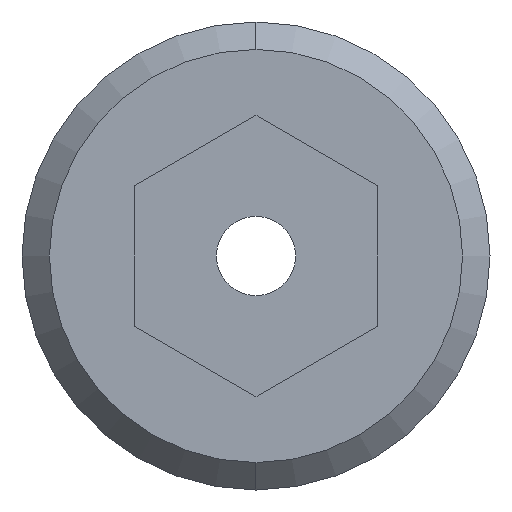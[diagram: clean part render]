
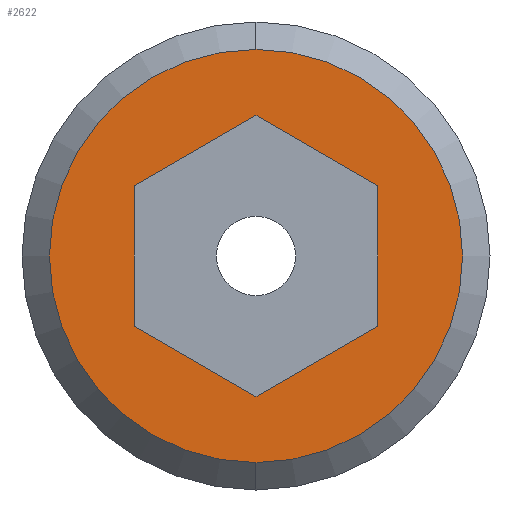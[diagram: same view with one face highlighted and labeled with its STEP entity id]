
A CAD part, left-side view. The second image highlights one B-rep face of the part: STEP entity #2622.
In plain terms, the highlighted planar face has unit normal (-1, 0, 0).
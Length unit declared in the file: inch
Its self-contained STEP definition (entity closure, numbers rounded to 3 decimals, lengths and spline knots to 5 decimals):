
#1143=CARTESIAN_POINT('',(-0.188,0.,0.));
#1144=DIRECTION('',(-1.,0.,0.));
#1145=DIRECTION('',(0.,1.,0.));
#1146=AXIS2_PLACEMENT_3D('',#1143,#1144,#1145);
#1161=DIRECTION('',(0.,0.5,0.866));
#1162=VECTOR('',#1161,0.09238);
#1163=CARTESIAN_POINT('',(-0.188,0.04619,-0.08));
#1164=LINE('',#1163,#1162);
#1165=DIRECTION('',(0.,1.,0.));
#1166=VECTOR('',#1165,0.09238);
#1167=CARTESIAN_POINT('',(-0.188,-0.04619,-0.08));
#1168=LINE('',#1167,#1166);
#1169=DIRECTION('',(0.,0.5,-0.866));
#1170=VECTOR('',#1169,0.09238);
#1171=CARTESIAN_POINT('',(-0.188,-0.09238,0.));
#1172=LINE('',#1171,#1170);
#1173=DIRECTION('',(0.,-0.5,-0.866));
#1174=VECTOR('',#1173,0.09238);
#1175=CARTESIAN_POINT('',(-0.188,-0.04619,0.08));
#1176=LINE('',#1175,#1174);
#1177=DIRECTION('',(0.,-1.,0.));
#1178=VECTOR('',#1177,0.09238);
#1179=CARTESIAN_POINT('',(-0.188,0.04619,0.08));
#1180=LINE('',#1179,#1178);
#1181=DIRECTION('',(0.,-0.5,0.866));
#1182=VECTOR('',#1181,0.09238);
#1183=CARTESIAN_POINT('',(-0.188,0.09238,0.));
#1184=LINE('',#1183,#1182);
#1185=CARTESIAN_POINT('',(-0.188,0.,0.));
#1186=DIRECTION('',(1.,0.,0.));
#1187=DIRECTION('',(0.,1.,0.));
#1188=AXIS2_PLACEMENT_3D('',#1185,#1186,#1187);
#1293=CARTESIAN_POINT('',(-0.188,0.13575,0.));
#1294=CARTESIAN_POINT('',(-0.188,-0.13575,0.));
#1295=VERTEX_POINT('',#1293);
#1296=VERTEX_POINT('',#1294);
#1313=CARTESIAN_POINT('',(-0.188,0.04619,-0.08));
#1314=CARTESIAN_POINT('',(-0.188,0.09238,0.));
#1315=VERTEX_POINT('',#1313);
#1316=VERTEX_POINT('',#1314);
#1317=CARTESIAN_POINT('',(-0.188,-0.04619,-0.08));
#1318=VERTEX_POINT('',#1317);
#1319=CARTESIAN_POINT('',(-0.188,-0.09238,0.));
#1320=VERTEX_POINT('',#1319);
#1321=CARTESIAN_POINT('',(-0.188,-0.04619,0.08));
#1322=VERTEX_POINT('',#1321);
#1323=CARTESIAN_POINT('',(-0.188,0.04619,0.08));
#1324=VERTEX_POINT('',#1323);
#2598=CARTESIAN_POINT('',(-0.188,0.,0.));
#2599=DIRECTION('',(1.,0.,0.));
#2600=DIRECTION('',(0.,-1.,0.));
#2601=AXIS2_PLACEMENT_3D('',#2598,#2599,#2600);
#2602=PLANE('',#2601);
#2603=ORIENTED_EDGE('',*,*,#2588,.F.);
#2605=ORIENTED_EDGE('',*,*,#2604,.T.);
#2606=EDGE_LOOP('',(#2603,#2605));
#2607=FACE_OUTER_BOUND('',#2606,.F.);
#2609=ORIENTED_EDGE('',*,*,#2608,.F.);
#2611=ORIENTED_EDGE('',*,*,#2610,.F.);
#2613=ORIENTED_EDGE('',*,*,#2612,.F.);
#2615=ORIENTED_EDGE('',*,*,#2614,.F.);
#2617=ORIENTED_EDGE('',*,*,#2616,.F.);
#2619=ORIENTED_EDGE('',*,*,#2618,.F.);
#2620=EDGE_LOOP('',(#2609,#2611,#2613,#2615,#2617,#2619));
#2621=FACE_BOUND('',#2620,.F.);
#1147=CIRCLE('',#1146,0.13575);
#1189=CIRCLE('',#1188,0.13575);
#2588=EDGE_CURVE('',#1295,#1296,#1147,.T.);
#2604=EDGE_CURVE('',#1295,#1296,#1189,.T.);
#2608=EDGE_CURVE('',#1315,#1316,#1164,.T.);
#2610=EDGE_CURVE('',#1318,#1315,#1168,.T.);
#2612=EDGE_CURVE('',#1320,#1318,#1172,.T.);
#2614=EDGE_CURVE('',#1322,#1320,#1176,.T.);
#2616=EDGE_CURVE('',#1324,#1322,#1180,.T.);
#2618=EDGE_CURVE('',#1316,#1324,#1184,.T.);
#2622=ADVANCED_FACE('',(#2607,#2621),#2602,.F.);
